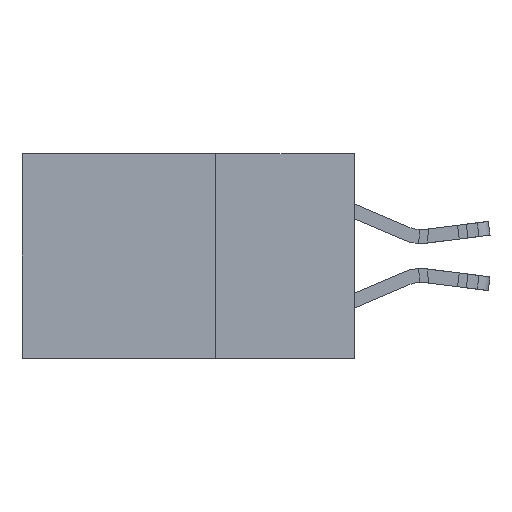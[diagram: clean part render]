
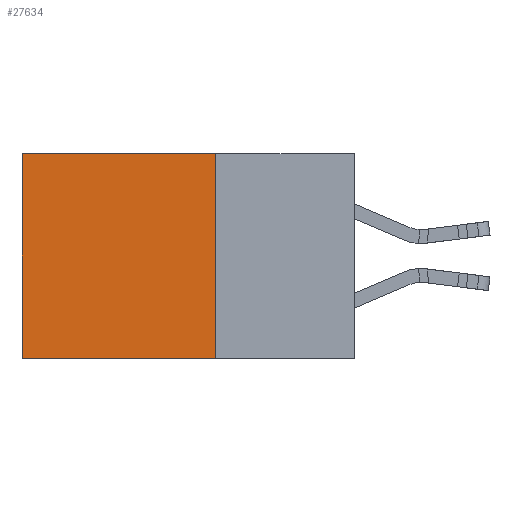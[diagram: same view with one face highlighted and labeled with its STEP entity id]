
A CAD part, left-side view. The second image highlights one B-rep face of the part: STEP entity #27634.
In plain terms, the highlighted planar face has unit normal (-1, 0, 0).
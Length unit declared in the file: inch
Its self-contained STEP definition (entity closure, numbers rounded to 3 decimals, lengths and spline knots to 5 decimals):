
#898 = LINE ( 'NONE', #33112, #13176 ) ;
#2563 = DIRECTION ( 'NONE',  ( 0., 1., 0. ) ) ;
#4804 = VERTEX_POINT ( 'NONE', #5694 ) ;
#5411 = CARTESIAN_POINT ( 'NONE',  ( 0.298, 0.25, 0. ) ) ;
#5694 = CARTESIAN_POINT ( 'NONE',  ( 0.298, 0.25, -0.37 ) ) ;
#7125 = ORIENTED_EDGE ( 'NONE', *, *, #13562, .T. ) ;
#7419 = EDGE_CURVE ( 'NONE', #4804, #20146, #17483, .T. ) ;
#8070 = DIRECTION ( 'NONE',  ( 1., 0., 0. ) ) ;
#8402 = DIRECTION ( 'NONE',  ( 0., 0., -1. ) ) ;
#9628 = VERTEX_POINT ( 'NONE', #15238 ) ;
#10775 = FACE_OUTER_BOUND ( 'NONE', #29468, .T. ) ;
#13176 = VECTOR ( 'NONE', #20341, 39.37008 ) ;
#13422 = VERTEX_POINT ( 'NONE', #32562 ) ;
#13562 = EDGE_CURVE ( 'NONE', #13422, #20146, #898, .T. ) ;
#15108 = AXIS2_PLACEMENT_3D ( 'NONE', #5411, #8070, #26042 ) ;
#15238 = CARTESIAN_POINT ( 'NONE',  ( 0.298, 0.25, 0. ) ) ;
#15462 = CARTESIAN_POINT ( 'NONE',  ( 0.298, 0.6, -0.37 ) ) ;
#15811 = ORIENTED_EDGE ( 'NONE', *, *, #29931, .T. ) ;
#16265 = CARTESIAN_POINT ( 'NONE',  ( 0.298, 0.25, 0. ) ) ;
#16968 = CARTESIAN_POINT ( 'NONE',  ( 0.298, 0.25, -0.37 ) ) ;
#17483 = LINE ( 'NONE', #16968, #24307 ) ;
#18182 = CARTESIAN_POINT ( 'NONE',  ( 0.298, 0.25, 0. ) ) ;
#18787 = LINE ( 'NONE', #16265, #24782 ) ;
#20146 = VERTEX_POINT ( 'NONE', #15462 ) ;
#20178 = ORIENTED_EDGE ( 'NONE', *, *, #28692, .F. ) ;
#20341 = DIRECTION ( 'NONE',  ( 0., 0., -1. ) ) ;
#20945 = PLANE ( 'NONE',  #15108 ) ;
#21092 = LINE ( 'NONE', #18182, #27873 ) ;
#24307 = VECTOR ( 'NONE', #29774, 39.37008 ) ;
#24782 = VECTOR ( 'NONE', #8402, 39.37008 ) ;
#26042 = DIRECTION ( 'NONE',  ( 0., 0., -1. ) ) ;
#27634 = ADVANCED_FACE ( 'NONE', ( #10775 ), #20945, .F. ) ;
#27873 = VECTOR ( 'NONE', #2563, 39.37008 ) ;
#28692 = EDGE_CURVE ( 'NONE', #9628, #4804, #18787, .T. ) ;
#28818 = ORIENTED_EDGE ( 'NONE', *, *, #7419, .F. ) ;
#29468 = EDGE_LOOP ( 'NONE', ( #7125, #28818, #20178, #15811 ) ) ;
#29774 = DIRECTION ( 'NONE',  ( 0., 1., 0. ) ) ;
#29931 = EDGE_CURVE ( 'NONE', #9628, #13422, #21092, .T. ) ;
#32562 = CARTESIAN_POINT ( 'NONE',  ( 0.298, 0.6, 0. ) ) ;
#33112 = CARTESIAN_POINT ( 'NONE',  ( 0.298, 0.6, 0. ) ) ;
